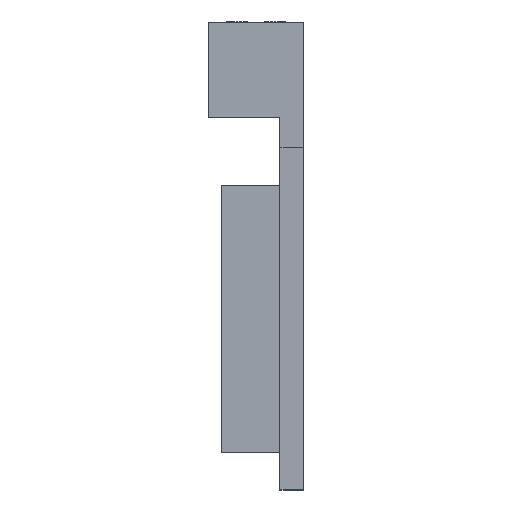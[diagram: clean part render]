
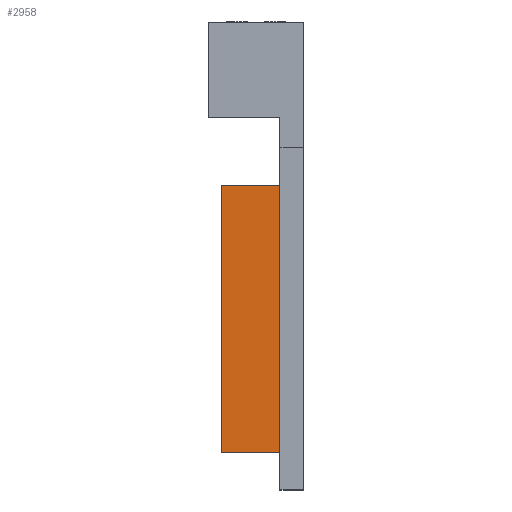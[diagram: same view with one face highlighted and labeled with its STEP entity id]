
A CAD part, left-side view. The second image highlights one B-rep face of the part: STEP entity #2958.
In plain terms, the highlighted planar face has unit normal (-1, 0, 0).
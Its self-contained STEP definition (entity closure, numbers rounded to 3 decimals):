
#183 = ORIENTED_EDGE ( 'NONE', *, *, #4512, .F. ) ;
#277 = LINE ( 'NONE', #2111, #2296 ) ;
#859 = CARTESIAN_POINT ( 'NONE',  ( 5., 11., 5. ) ) ;
#888 = VECTOR ( 'NONE', #5838, 1000. ) ;
#903 = ORIENTED_EDGE ( 'NONE', *, *, #1964, .T. ) ;
#1028 = VERTEX_POINT ( 'NONE', #3558 ) ;
#1040 = CARTESIAN_POINT ( 'NONE',  ( 5., 11., 5. ) ) ;
#1493 = CARTESIAN_POINT ( 'NONE',  ( 5., 3.175, 5. ) ) ;
#1532 = EDGE_CURVE ( 'NONE', #3062, #4164, #277, .T. ) ;
#1632 = EDGE_LOOP ( 'NONE', ( #5696, #183, #5483, #903 ) ) ;
#1964 = EDGE_CURVE ( 'NONE', #3062, #4250, #4916, .T. ) ;
#2111 = CARTESIAN_POINT ( 'NONE',  ( 5., 11., 0. ) ) ;
#2166 = FACE_OUTER_BOUND ( 'NONE', #1632, .T. ) ;
#2296 = VECTOR ( 'NONE', #5702, 1000. ) ;
#2591 = VECTOR ( 'NONE', #4562, 1000. ) ;
#2671 = CARTESIAN_POINT ( 'NONE',  ( 5., 3.175, 0. ) ) ;
#2677 = DIRECTION ( 'NONE',  ( 0., 0., -1. ) ) ;
#2958 = ADVANCED_FACE ( 'NONE', ( #2166 ), #4959, .F. ) ;
#3062 = VERTEX_POINT ( 'NONE', #1040 ) ;
#3325 = VECTOR ( 'NONE', #4683, 1000. ) ;
#3333 = EDGE_CURVE ( 'NONE', #4250, #1028, #4919, .T. ) ;
#3558 = CARTESIAN_POINT ( 'NONE',  ( 5., 3.175, 40.5 ) ) ;
#3750 = CARTESIAN_POINT ( 'NONE',  ( 5., 11., 40.5 ) ) ;
#4006 = DIRECTION ( 'NONE',  ( 1., 0., 0. ) ) ;
#4065 = CARTESIAN_POINT ( 'NONE',  ( 5., 11., 0. ) ) ;
#4066 = LINE ( 'NONE', #3750, #3325 ) ;
#4164 = VERTEX_POINT ( 'NONE', #5506 ) ;
#4250 = VERTEX_POINT ( 'NONE', #1493 ) ;
#4512 = EDGE_CURVE ( 'NONE', #4164, #1028, #4066, .T. ) ;
#4562 = DIRECTION ( 'NONE',  ( 0., -1., 0. ) ) ;
#4683 = DIRECTION ( 'NONE',  ( 0., -1., 0. ) ) ;
#4916 = LINE ( 'NONE', #859, #2591 ) ;
#4919 = LINE ( 'NONE', #2671, #888 ) ;
#4959 = PLANE ( 'NONE',  #5718 ) ;
#5483 = ORIENTED_EDGE ( 'NONE', *, *, #1532, .F. ) ;
#5506 = CARTESIAN_POINT ( 'NONE',  ( 5., 11., 40.5 ) ) ;
#5696 = ORIENTED_EDGE ( 'NONE', *, *, #3333, .T. ) ;
#5702 = DIRECTION ( 'NONE',  ( 0., 0., 1. ) ) ;
#5718 = AXIS2_PLACEMENT_3D ( 'NONE', #4065, #4006, #2677 ) ;
#5838 = DIRECTION ( 'NONE',  ( 0., 0., 1. ) ) ;
